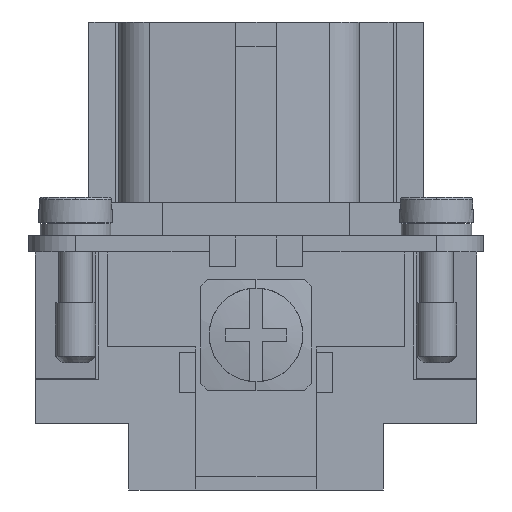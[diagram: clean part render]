
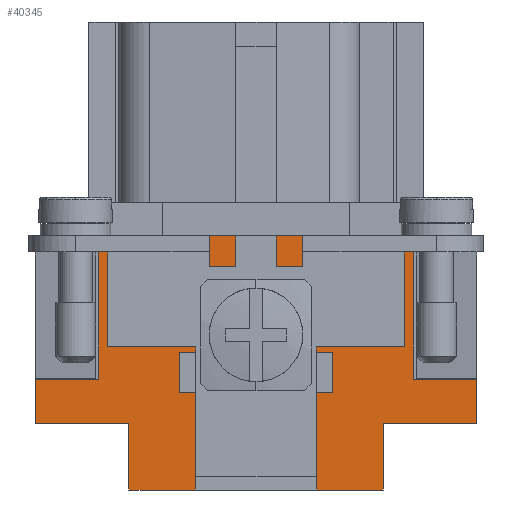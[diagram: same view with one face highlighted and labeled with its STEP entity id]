
A CAD part, left-side view. The second image highlights one B-rep face of the part: STEP entity #40345.
In plain terms, the highlighted planar face has unit normal (-1, 0, 0).
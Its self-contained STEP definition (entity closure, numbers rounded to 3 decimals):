
#30609=CARTESIAN_POINT('',(-31.6,11.75,19.0));
#30610=VERTEX_POINT('',#30609);
#30617=CARTESIAN_POINT('',(-31.6,-11.75,19.0));
#30618=VERTEX_POINT('',#30617);
#30619=CARTESIAN_POINT('',(-31.6,-11.75,19.0));
#30620=DIRECTION('',(0.0,1.0,0.0));
#30621=VECTOR('',#30620,23.5);
#30622=LINE('',#30619,#30621);
#30623=EDGE_CURVE('',#30618,#30610,#30622,.T.);
#35399=CARTESIAN_POINT('',(-31.6,-11.75,8.3));
#35400=VERTEX_POINT('',#35399);
#35409=CARTESIAN_POINT('',(-31.6,-11.75,8.3));
#35410=DIRECTION('',(0.0,0.0,1.0));
#35411=VECTOR('',#35410,10.7);
#35412=LINE('',#35409,#35411);
#35413=EDGE_CURVE('',#35400,#30618,#35412,.T.);
#35423=CARTESIAN_POINT('',(-31.6,-16.5,8.3));
#35424=VERTEX_POINT('',#35423);
#35425=CARTESIAN_POINT('',(-31.6,-16.5,8.3));
#35426=DIRECTION('',(0.0,1.0,0.0));
#35427=VECTOR('',#35426,4.75);
#35428=LINE('',#35425,#35427);
#35429=EDGE_CURVE('',#35424,#35400,#35428,.T.);
#35447=CARTESIAN_POINT('',(-31.6,11.75,8.3));
#35448=VERTEX_POINT('',#35447);
#35457=CARTESIAN_POINT('',(-31.6,11.75,19.0));
#35458=DIRECTION('',(0.0,0.0,-1.0));
#35459=VECTOR('',#35458,10.7);
#35460=LINE('',#35457,#35459);
#35461=EDGE_CURVE('',#30610,#35448,#35460,.T.);
#35503=CARTESIAN_POINT('',(-31.6,16.5,8.3));
#35504=VERTEX_POINT('',#35503);
#35505=CARTESIAN_POINT('',(-31.6,11.75,8.3));
#35506=DIRECTION('',(0.0,1.0,0.0));
#35507=VECTOR('',#35506,4.75);
#35508=LINE('',#35505,#35507);
#35509=EDGE_CURVE('',#35448,#35504,#35508,.T.);
#35649=CARTESIAN_POINT('',(-31.6,16.5,5.0));
#35650=VERTEX_POINT('',#35649);
#35657=CARTESIAN_POINT('',(-31.6,16.5,5.0));
#35658=DIRECTION('',(0.0,0.0,1.0));
#35659=VECTOR('',#35658,3.3);
#35660=LINE('',#35657,#35659);
#35661=EDGE_CURVE('',#35650,#35504,#35660,.T.);
#35779=CARTESIAN_POINT('',(-31.6,-16.5,5.0));
#35780=VERTEX_POINT('',#35779);
#35781=CARTESIAN_POINT('',(-31.6,-16.5,5.0));
#35782=DIRECTION('',(0.0,0.0,1.0));
#35783=VECTOR('',#35782,3.3);
#35784=LINE('',#35781,#35783);
#35785=EDGE_CURVE('',#35780,#35424,#35784,.T.);
#39824=CARTESIAN_POINT('',(-31.6,9.5,0.0));
#39825=VERTEX_POINT('',#39824);
#39832=CARTESIAN_POINT('',(-31.6,9.5,5.0));
#39833=VERTEX_POINT('',#39832);
#39834=CARTESIAN_POINT('',(-31.6,9.5,5.0));
#39835=DIRECTION('',(0.0,0.0,-1.0));
#39836=VECTOR('',#39835,5.0);
#39837=LINE('',#39834,#39836);
#39838=EDGE_CURVE('',#39833,#39825,#39837,.T.);
#39864=CARTESIAN_POINT('',(-31.6,-9.5,5.0));
#39865=VERTEX_POINT('',#39864);
#39872=CARTESIAN_POINT('',(-31.6,-9.5,0.0));
#39873=VERTEX_POINT('',#39872);
#39874=CARTESIAN_POINT('',(-31.6,-9.5,0.0));
#39875=DIRECTION('',(0.0,0.0,1.0));
#39876=VECTOR('',#39875,5.0);
#39877=LINE('',#39874,#39876);
#39878=EDGE_CURVE('',#39873,#39865,#39877,.T.);
#40228=CARTESIAN_POINT('',(-31.6,-9.5,5.0));
#40229=DIRECTION('',(0.0,-1.0,0.0));
#40230=VECTOR('',#40229,7.0);
#40231=LINE('',#40228,#40230);
#40232=EDGE_CURVE('',#39865,#35780,#40231,.T.);
#40279=CARTESIAN_POINT('',(-31.6,16.5,5.0));
#40280=DIRECTION('',(0.0,-1.0,0.0));
#40281=VECTOR('',#40280,7.0);
#40282=LINE('',#40279,#40281);
#40283=EDGE_CURVE('',#35650,#39833,#40282,.T.);
#40289=CARTESIAN_POINT('',(-31.6,-16.5,0.0));
#40290=DIRECTION('',(-1.0,0.0,0.0));
#40291=DIRECTION('',(0.0,0.0,1.0));
#40292=AXIS2_PLACEMENT_3D('',#40289,#40290,#40291);
#40293=PLANE('',#40292);
#40294=ORIENTED_EDGE('',*,*,#35413,.T.);
#40295=ORIENTED_EDGE('',*,*,#30623,.T.);
#40296=ORIENTED_EDGE('',*,*,#35461,.T.);
#40297=ORIENTED_EDGE('',*,*,#35509,.T.);
#40298=ORIENTED_EDGE('',*,*,#35661,.F.);
#40299=ORIENTED_EDGE('',*,*,#40283,.T.);
#40300=ORIENTED_EDGE('',*,*,#39838,.T.);
#40301=CARTESIAN_POINT('',(-31.6,4.55,0.0));
#40302=VERTEX_POINT('',#40301);
#40303=CARTESIAN_POINT('',(-31.6,9.5,0.0));
#40304=DIRECTION('',(0.0,-1.0,0.0));
#40305=VECTOR('',#40304,4.95);
#40306=LINE('',#40303,#40305);
#40307=EDGE_CURVE('',#39825,#40302,#40306,.T.);
#40308=ORIENTED_EDGE('',*,*,#40307,.T.);
#40309=CARTESIAN_POINT('',(-31.6,4.55,3.5));
#40310=VERTEX_POINT('',#40309);
#40311=CARTESIAN_POINT('',(-31.6,4.55,0.0));
#40312=DIRECTION('',(0.0,0.0,1.0));
#40313=VECTOR('',#40312,3.5);
#40314=LINE('',#40311,#40313);
#40315=EDGE_CURVE('',#40302,#40310,#40314,.T.);
#40316=ORIENTED_EDGE('',*,*,#40315,.T.);
#40317=CARTESIAN_POINT('',(-31.6,-4.55,3.5));
#40318=VERTEX_POINT('',#40317);
#40319=CARTESIAN_POINT('',(-31.6,4.55,3.5));
#40320=DIRECTION('',(0.0,-1.0,0.0));
#40321=VECTOR('',#40320,9.1);
#40322=LINE('',#40319,#40321);
#40323=EDGE_CURVE('',#40310,#40318,#40322,.T.);
#40324=ORIENTED_EDGE('',*,*,#40323,.T.);
#40325=CARTESIAN_POINT('',(-31.6,-4.55,0.0));
#40326=VERTEX_POINT('',#40325);
#40327=CARTESIAN_POINT('',(-31.6,-4.55,3.5));
#40328=DIRECTION('',(0.0,0.0,-1.0));
#40329=VECTOR('',#40328,3.5);
#40330=LINE('',#40327,#40329);
#40331=EDGE_CURVE('',#40318,#40326,#40330,.T.);
#40332=ORIENTED_EDGE('',*,*,#40331,.T.);
#40333=CARTESIAN_POINT('',(-31.6,-4.55,0.0));
#40334=DIRECTION('',(0.0,-1.0,0.0));
#40335=VECTOR('',#40334,4.95);
#40336=LINE('',#40333,#40335);
#40337=EDGE_CURVE('',#40326,#39873,#40336,.T.);
#40338=ORIENTED_EDGE('',*,*,#40337,.T.);
#40339=ORIENTED_EDGE('',*,*,#39878,.T.);
#40340=ORIENTED_EDGE('',*,*,#40232,.T.);
#40341=ORIENTED_EDGE('',*,*,#35785,.T.);
#40342=ORIENTED_EDGE('',*,*,#35429,.T.);
#40343=EDGE_LOOP('',(#40294,#40295,#40296,#40297,#40298,#40299,#40300,#40308,#40316,#40324,#40332,#40338,#40339,#40340,#40341,#40342));
#40344=FACE_OUTER_BOUND('',#40343,.T.);
#40345=ADVANCED_FACE('',(#40344),#40293,.T.);
